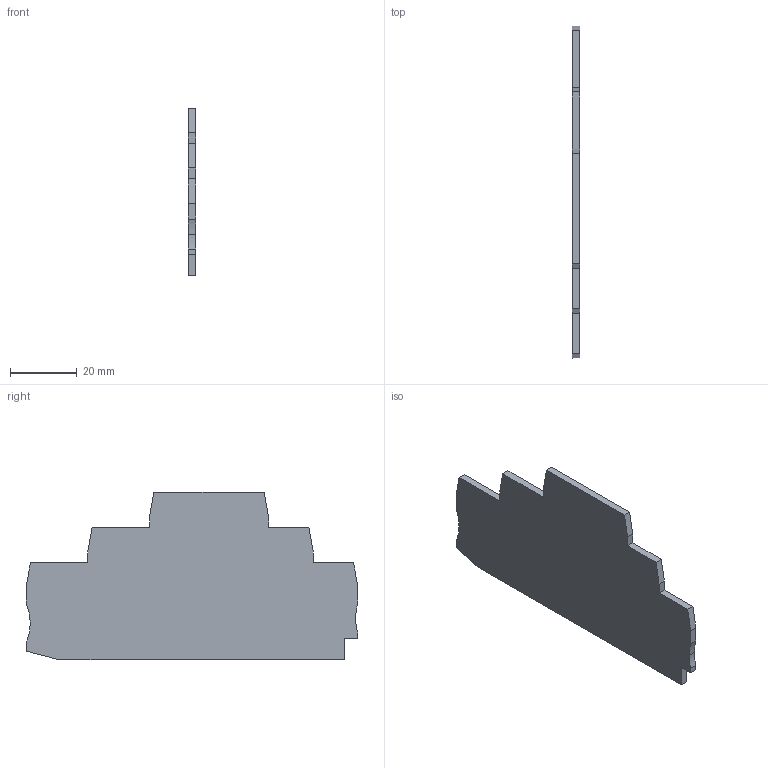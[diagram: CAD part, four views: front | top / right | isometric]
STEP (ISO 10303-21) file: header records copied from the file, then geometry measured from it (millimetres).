
FILE_DESCRIPTION(('STEP AP214'),'1');
FILE_NAME('cctmp_A1C94E25-1C27-4BD5-976A-AB4E33F3ED79_2023_07_24_21_50_13_0902..stp','2023-07-24T19:50:14',('SIEMENS A&D'),('CADClick - www.CADClick.com'),'Spatial InterOp 3D postprocessed',' ','unknown authorization');
FILE_SCHEMA(('AUTOMOTIVE_DESIGN'));
Length unit declared in the file: millimetre
Products named in the file (1): 2023_07_24_21_50_13_0902
Bounding box: 2.2 x 99.45 x 50.25 mm (x, y, z)
Volume: 8583.2 mm3; surface area: 8442 mm2
Topology: 1 solids, 1 shells, 29 faces, 81 edges, 54 vertices
Faces by surface type: plane 25, cylinder 4
Entity records: 1034 total; most frequent: CARTESIAN_POINT 165, ORIENTED_EDGE 162, DIRECTION 149, EDGE_CURVE 81, LINE 73, VECTOR 73, VERTEX_POINT 54, AXIS2_PLACEMENT_3D 38
